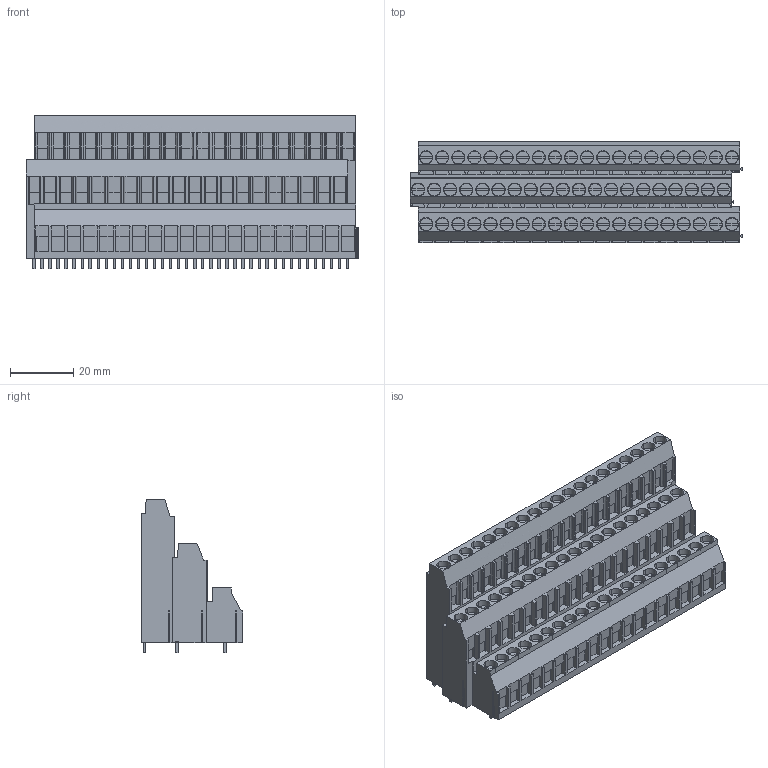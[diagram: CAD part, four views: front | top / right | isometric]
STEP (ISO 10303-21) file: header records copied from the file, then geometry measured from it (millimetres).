
FILE_DESCRIPTION(('CATIA V5 STEP Exchange','CAx-IF Rec.Pracs.--- Model Styling and Organization---1.5--- 2016-08-15','CAx-IF Rec.Pracs.---Supplemental Geometry---1.0---2011-11-01','CAx-IF Rec.Pracs.--- Composite Materials ---1.1---2010-07-15'),'2;1');
FILE_NAME ('D1461033_1', '2024-06-12T13:07:13+00:00', ('none'), ('Weidmueller'), 'CATIA Version 5-6 Release 2022 SP4 HF5', 'CATIA V5 STEP AP214 v3', 'none');
FILE_SCHEMA(('AUTOMOTIVE_DESIGN { 1 0 10303 214 1 1 1 1 }'));
Length unit declared in the file: millimetre
Products named in the file (1): 1979220000
Bounding box: 104.79 x 32 x 48.47 mm (x, y, z)
Volume: 88539.9 mm3; surface area: 27399.1 mm2
Topology: 121 solids, 121 shells, 1686 faces, 4331 edges, 2948 vertices
Faces by surface type: plane 1370, cylinder 277, extrusion 39
Entity records: 46964 total; most frequent: CARTESIAN_POINT 10250, ORIENTED_EDGE 8662, DIRECTION 5391, EDGE_CURVE 4331, VECTOR 3326, LINE 3287, VERTEX_POINT 2948, EDGE_LOOP 1747
